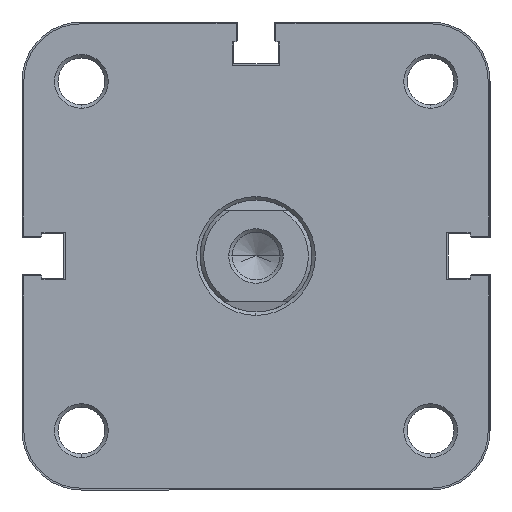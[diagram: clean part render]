
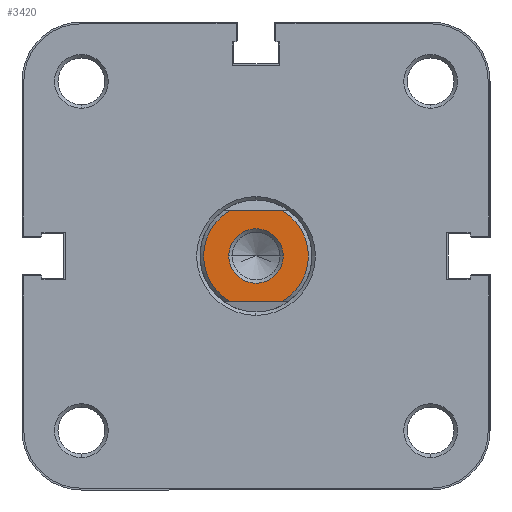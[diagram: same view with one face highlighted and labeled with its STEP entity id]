
A CAD part, left-side view. The second image highlights one B-rep face of the part: STEP entity #3420.
In plain terms, the highlighted face is planar.
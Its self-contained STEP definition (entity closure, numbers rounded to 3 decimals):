
#349 = CARTESIAN_POINT ( 'NONE',  ( 561., -6.5, 4.664 ) ) ;
#355 = DIRECTION ( 'NONE',  ( 0., 0., 1. ) ) ;
#365 = PLANE ( 'NONE',  #3835 ) ;
#370 = CARTESIAN_POINT ( 'NONE',  ( 561., 8., 0. ) ) ;
#372 = DIRECTION ( 'NONE',  ( -1., 0., 0. ) ) ;
#373 = DIRECTION ( 'NONE',  ( 0., -1., 0. ) ) ;
#379 = CARTESIAN_POINT ( 'NONE',  ( 561., 0., 0. ) ) ;
#394 = DIRECTION ( 'NONE',  ( -1., 0., 0. ) ) ;
#395 = DIRECTION ( 'NONE',  ( 0., -1., 0. ) ) ;
#441 = CARTESIAN_POINT ( 'NONE',  ( 561., 0., 0. ) ) ;
#443 = DIRECTION ( 'NONE',  ( -1., 0., 0. ) ) ;
#444 = DIRECTION ( 'NONE',  ( 0., -1., 0. ) ) ;
#460 = CARTESIAN_POINT ( 'NONE',  ( 561., 6.5, 4.664 ) ) ;
#461 = DIRECTION ( 'NONE',  ( 0., 0., -1. ) ) ;
#483 = CARTESIAN_POINT ( 'NONE',  ( 561., 0., 0. ) ) ;
#484 = DIRECTION ( 'NONE',  ( 1., 0., 0. ) ) ;
#485 = DIRECTION ( 'NONE',  ( 0., -1., 0. ) ) ;
#1244 = EDGE_LOOP ( 'NONE', ( #6252, #6251 ) ) ;
#1255 = EDGE_LOOP ( 'NONE', ( #6250, #6249, #6248, #6247 ) ) ;
#2050 = VERTEX_POINT ( 'NONE', #2445 ) ;
#2051 = VERTEX_POINT ( 'NONE', #2446 ) ;
#2058 = VERTEX_POINT ( 'NONE', #2453 ) ;
#2066 = VERTEX_POINT ( 'NONE', #2461 ) ;
#2076 = VERTEX_POINT ( 'NONE', #2471 ) ;
#2085 = VERTEX_POINT ( 'NONE', #2480 ) ;
#2445 = CARTESIAN_POINT ( 'NONE',  ( 561., 6.5, 3.742 ) ) ;
#2446 = CARTESIAN_POINT ( 'NONE',  ( 561., 0., 3.9 ) ) ;
#2453 = CARTESIAN_POINT ( 'NONE',  ( 561., 6.5, -3.742 ) ) ;
#2461 = CARTESIAN_POINT ( 'NONE',  ( 561., 0., -3.9 ) ) ;
#2471 = CARTESIAN_POINT ( 'NONE',  ( 561., -6.5, 3.742 ) ) ;
#2480 = CARTESIAN_POINT ( 'NONE',  ( 561., -6.5, -3.742 ) ) ;
#3056 = CARTESIAN_POINT ( 'NONE',  ( 561., 0., 0. ) ) ;
#3057 = DIRECTION ( 'NONE',  ( 1., 0., 0. ) ) ;
#3058 = DIRECTION ( 'NONE',  ( 0., -1., 0. ) ) ;
#3267 = EDGE_CURVE ( 'NONE', #2050, #2076, #6759, .T. ) ;
#3414 = EDGE_CURVE ( 'NONE', #2085, #2076, #6976, .T. ) ;
#3420 = ADVANCED_FACE ( 'NONE', ( #6979, #6988 ), #365, .F. ) ;
#3429 = EDGE_CURVE ( 'NONE', #2066, #2051, #7013, .T. ) ;
#3449 = EDGE_CURVE ( 'NONE', #2051, #2066, #7047, .T. ) ;
#3456 = EDGE_CURVE ( 'NONE', #2050, #2058, #7052, .T. ) ;
#3465 = EDGE_CURVE ( 'NONE', #2085, #2058, #7069, .T. ) ;
#3783 = AXIS2_PLACEMENT_3D ( 'NONE', #3056, #3057, #3058 ) ;
#3835 = AXIS2_PLACEMENT_3D ( 'NONE', #370, #372, #373 ) ;
#3836 = AXIS2_PLACEMENT_3D ( 'NONE', #379, #394, #395 ) ;
#3840 = AXIS2_PLACEMENT_3D ( 'NONE', #441, #443, #444 ) ;
#3850 = AXIS2_PLACEMENT_3D ( 'NONE', #483, #484, #485 ) ;
#6247 = ORIENTED_EDGE ( 'NONE', *, *, #3414, .F. ) ;
#6248 = ORIENTED_EDGE ( 'NONE', *, *, #3267, .T. ) ;
#6249 = ORIENTED_EDGE ( 'NONE', *, *, #3456, .F. ) ;
#6250 = ORIENTED_EDGE ( 'NONE', *, *, #3465, .T. ) ;
#6251 = ORIENTED_EDGE ( 'NONE', *, *, #3449, .T. ) ;
#6252 = ORIENTED_EDGE ( 'NONE', *, *, #3429, .T. ) ;
#6759 = CIRCLE ( 'NONE', #3783, 7.5 ) ;
#6976 = LINE ( 'NONE', #349, #6987 ) ;
#6979 = FACE_BOUND ( 'NONE', #1244, .T. ) ;
#6987 = VECTOR ( 'NONE', #355, 1000. ) ;
#6988 = FACE_OUTER_BOUND ( 'NONE', #1255, .T. ) ;
#7013 = CIRCLE ( 'NONE', #3836, 3.9 ) ;
#7047 = CIRCLE ( 'NONE', #3840, 3.9 ) ;
#7052 = LINE ( 'NONE', #460, #7053 ) ;
#7053 = VECTOR ( 'NONE', #461, 1000. ) ;
#7069 = CIRCLE ( 'NONE', #3850, 7.5 ) ;
